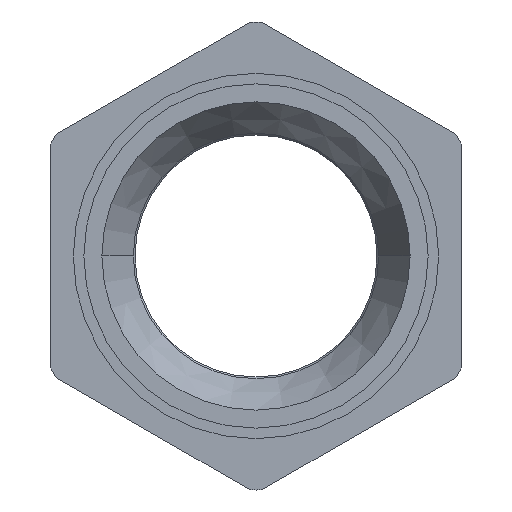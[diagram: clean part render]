
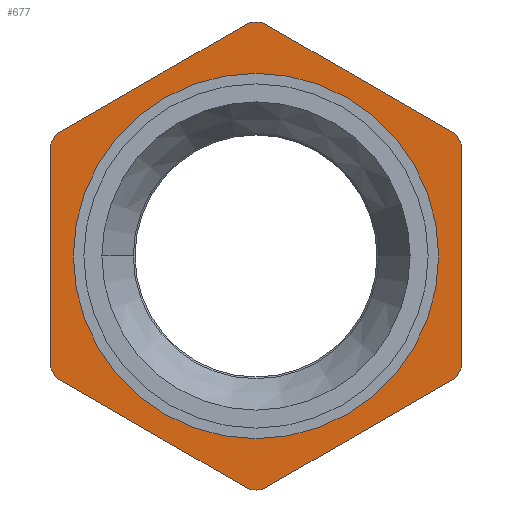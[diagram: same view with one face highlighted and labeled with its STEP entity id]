
A CAD part, front view. The second image highlights one B-rep face of the part: STEP entity #677.
In plain terms, the highlighted planar face has unit normal (0, -1, 0).
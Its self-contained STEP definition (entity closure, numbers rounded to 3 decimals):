
#25 = ORIENTED_EDGE ( 'NONE', *, *, #59, .T. ) ;
#59 = EDGE_CURVE ( 'NONE', #214, #542, #1377, .T. ) ;
#128 = VERTEX_POINT ( 'NONE', #2132 ) ;
#131 = AXIS2_PLACEMENT_3D ( 'NONE', #1690, #1565, #1549 ) ;
#143 = AXIS2_PLACEMENT_3D ( 'NONE', #1918, #2007, #2001 ) ;
#149 = DIRECTION ( 'NONE',  ( 0., 0., 1. ) ) ;
#187 = DIRECTION ( 'NONE',  ( 0., -1., 0. ) ) ;
#192 = LINE ( 'NONE', #378, #1528 ) ;
#199 = DIRECTION ( 'NONE',  ( -0.866, 0., -0.5 ) ) ;
#214 = VERTEX_POINT ( 'NONE', #1423 ) ;
#219 = ORIENTED_EDGE ( 'NONE', *, *, #1139, .T. ) ;
#273 = ORIENTED_EDGE ( 'NONE', *, *, #2235, .F. ) ;
#279 = VECTOR ( 'NONE', #1799, 1000. ) ;
#317 = CARTESIAN_POINT ( 'NONE',  ( 0., -7.25, 0. ) ) ;
#321 = AXIS2_PLACEMENT_3D ( 'NONE', #1561, #2059, #2067 ) ;
#348 = DIRECTION ( 'NONE',  ( 0., -1., 0. ) ) ;
#355 = DIRECTION ( 'NONE',  ( 0., 0., -1. ) ) ;
#367 = CARTESIAN_POINT ( 'NONE',  ( 0., -7.25, -20.5 ) ) ;
#378 = CARTESIAN_POINT ( 'NONE',  ( -18., -7.25, -10.392 ) ) ;
#409 = EDGE_CURVE ( 'NONE', #758, #1841, #192, .T. ) ;
#413 = VECTOR ( 'NONE', #1016, 1000. ) ;
#441 = VERTEX_POINT ( 'NONE', #447 ) ;
#444 = ORIENTED_EDGE ( 'NONE', *, *, #2012, .T. ) ;
#447 = CARTESIAN_POINT ( 'NONE',  ( 0.504, -7.25, 20.494 ) ) ;
#487 = ORIENTED_EDGE ( 'NONE', *, *, #2112, .F. ) ;
#503 = AXIS2_PLACEMENT_3D ( 'NONE', #2057, #506, #149 ) ;
#505 = DIRECTION ( 'NONE',  ( 0., -1., 0. ) ) ;
#506 = DIRECTION ( 'NONE',  ( 0., 1., 0. ) ) ;
#513 = ORIENTED_EDGE ( 'NONE', *, *, #2122, .T. ) ;
#514 = CARTESIAN_POINT ( 'NONE',  ( 0., -7.25, 0. ) ) ;
#520 = ORIENTED_EDGE ( 'NONE', *, *, #537, .T. ) ;
#536 = DIRECTION ( 'NONE',  ( 0., -1., 0. ) ) ;
#537 = EDGE_CURVE ( 'NONE', #1044, #1721, #878, .T. ) ;
#542 = VERTEX_POINT ( 'NONE', #991 ) ;
#582 = EDGE_CURVE ( 'NONE', #1629, #2175, #2157, .T. ) ;
#600 = AXIS2_PLACEMENT_3D ( 'NONE', #1415, #187, #1246 ) ;
#601 = ORIENTED_EDGE ( 'NONE', *, *, #2229, .T. ) ;
#605 = DIRECTION ( 'NONE',  ( 0., 0., -1. ) ) ;
#677 = ADVANCED_FACE ( 'NONE', ( #1613, #1111 ), #1898, .F. ) ;
#687 = DIRECTION ( 'NONE',  ( 0., 0., -1. ) ) ;
#758 = VERTEX_POINT ( 'NONE', #1534 ) ;
#796 = CIRCLE ( 'NONE', #131, 20.5 ) ;
#802 = VERTEX_POINT ( 'NONE', #997 ) ;
#878 = LINE ( 'NONE', #2085, #413 ) ;
#880 = DIRECTION ( 'NONE',  ( 0.866, 0., 0.5 ) ) ;
#901 = VECTOR ( 'NONE', #880, 1000. ) ;
#956 = CARTESIAN_POINT ( 'NONE',  ( -17.496, -7.25, -10.683 ) ) ;
#962 = CARTESIAN_POINT ( 'NONE',  ( -17.496, -7.25, 10.683 ) ) ;
#970 = AXIS2_PLACEMENT_3D ( 'NONE', #1640, #1670, #1684 ) ;
#983 = CIRCLE ( 'NONE', #600, 20.5 ) ;
#991 = CARTESIAN_POINT ( 'NONE',  ( 17.496, -7.25, -10.683 ) ) ;
#997 = CARTESIAN_POINT ( 'NONE',  ( 0., -7.25, 15.08 ) ) ;
#1010 = VECTOR ( 'NONE', #1573, 1000. ) ;
#1013 = CARTESIAN_POINT ( 'NONE',  ( 0., -7.25, 0. ) ) ;
#1016 = DIRECTION ( 'NONE',  ( 0., 0., 1. ) ) ;
#1044 = VERTEX_POINT ( 'NONE', #2133 ) ;
#1057 = DIRECTION ( 'NONE',  ( 0., 0., -1. ) ) ;
#1084 = CARTESIAN_POINT ( 'NONE',  ( 0., -7.25, 0. ) ) ;
#1111 = FACE_OUTER_BOUND ( 'NONE', #1271, .T. ) ;
#1139 = EDGE_CURVE ( 'NONE', #1841, #1226, #983, .T. ) ;
#1155 = VERTEX_POINT ( 'NONE', #367 ) ;
#1166 = CARTESIAN_POINT ( 'NONE',  ( 17.496, -7.25, 10.683 ) ) ;
#1185 = ORIENTED_EDGE ( 'NONE', *, *, #1697, .T. ) ;
#1201 = CIRCLE ( 'NONE', #321, 15.08 ) ;
#1226 = VERTEX_POINT ( 'NONE', #956 ) ;
#1246 = DIRECTION ( 'NONE',  ( 0., 0., -1. ) ) ;
#1271 = EDGE_LOOP ( 'NONE', ( #25, #1782, #520, #2056, #601, #513, #1536, #2137, #1312, #219, #444, #1994, #1185 ) ) ;
#1279 = CARTESIAN_POINT ( 'NONE',  ( -0.504, -7.25, 20.494 ) ) ;
#1288 = EDGE_CURVE ( 'NONE', #2216, #1155, #1689, .T. ) ;
#1312 = ORIENTED_EDGE ( 'NONE', *, *, #409, .T. ) ;
#1359 = DIRECTION ( 'NONE',  ( 0., -1., 0. ) ) ;
#1364 = CIRCLE ( 'NONE', #970, 20.5 ) ;
#1377 = LINE ( 'NONE', #1520, #901 ) ;
#1393 = CARTESIAN_POINT ( 'NONE',  ( 0., -7.25, 20.785 ) ) ;
#1414 = CIRCLE ( 'NONE', #1769, 20.5 ) ;
#1415 = CARTESIAN_POINT ( 'NONE',  ( 0., -7.25, 0. ) ) ;
#1423 = CARTESIAN_POINT ( 'NONE',  ( 0.504, -7.25, -20.494 ) ) ;
#1467 = LINE ( 'NONE', #1393, #1010 ) ;
#1486 = CARTESIAN_POINT ( 'NONE',  ( 0., -7.25, -20.785 ) ) ;
#1520 = CARTESIAN_POINT ( 'NONE',  ( 18., -7.25, -10.392 ) ) ;
#1528 = VECTOR ( 'NONE', #1954, 1000. ) ;
#1534 = CARTESIAN_POINT ( 'NONE',  ( -18., -7.25, 9.811 ) ) ;
#1536 = ORIENTED_EDGE ( 'NONE', *, *, #582, .T. ) ;
#1549 = DIRECTION ( 'NONE',  ( 0., 0., -1. ) ) ;
#1561 = CARTESIAN_POINT ( 'NONE',  ( 0., -7.25, 0. ) ) ;
#1565 = DIRECTION ( 'NONE',  ( 0., -1., 0. ) ) ;
#1573 = DIRECTION ( 'NONE',  ( -0.866, 0., 0.5 ) ) ;
#1579 = AXIS2_PLACEMENT_3D ( 'NONE', #1013, #1359, #1057 ) ;
#1613 = FACE_BOUND ( 'NONE', #2243, .T. ) ;
#1629 = VERTEX_POINT ( 'NONE', #1279 ) ;
#1640 = CARTESIAN_POINT ( 'NONE',  ( 0., -7.25, 0. ) ) ;
#1648 = AXIS2_PLACEMENT_3D ( 'NONE', #514, #505, #605 ) ;
#1670 = DIRECTION ( 'NONE',  ( 0., -1., 0. ) ) ;
#1684 = DIRECTION ( 'NONE',  ( 0., 0., -1. ) ) ;
#1689 = CIRCLE ( 'NONE', #1759, 20.5 ) ;
#1690 = CARTESIAN_POINT ( 'NONE',  ( 0., -7.25, 0. ) ) ;
#1697 = EDGE_CURVE ( 'NONE', #1155, #214, #1364, .T. ) ;
#1706 = CIRCLE ( 'NONE', #143, 20.5 ) ;
#1721 = VERTEX_POINT ( 'NONE', #1801 ) ;
#1722 = VECTOR ( 'NONE', #199, 1000. ) ;
#1759 = AXIS2_PLACEMENT_3D ( 'NONE', #317, #348, #355 ) ;
#1769 = AXIS2_PLACEMENT_3D ( 'NONE', #1084, #536, #687 ) ;
#1782 = ORIENTED_EDGE ( 'NONE', *, *, #1913, .T. ) ;
#1799 = DIRECTION ( 'NONE',  ( 0.866, 0., -0.5 ) ) ;
#1801 = CARTESIAN_POINT ( 'NONE',  ( 18., -7.25, 9.811 ) ) ;
#1803 = EDGE_CURVE ( 'NONE', #1721, #2194, #1706, .T. ) ;
#1832 = CIRCLE ( 'NONE', #1579, 20.5 ) ;
#1841 = VERTEX_POINT ( 'NONE', #2221 ) ;
#1898 = PLANE ( 'NONE',  #503 ) ;
#1913 = EDGE_CURVE ( 'NONE', #542, #1044, #1832, .T. ) ;
#1915 = CIRCLE ( 'NONE', #1648, 15.08 ) ;
#1918 = CARTESIAN_POINT ( 'NONE',  ( 0., -7.25, 0. ) ) ;
#1954 = DIRECTION ( 'NONE',  ( 0., 0., -1. ) ) ;
#1994 = ORIENTED_EDGE ( 'NONE', *, *, #1288, .T. ) ;
#2000 = EDGE_CURVE ( 'NONE', #2175, #758, #796, .T. ) ;
#2001 = DIRECTION ( 'NONE',  ( 0., 0., -1. ) ) ;
#2007 = DIRECTION ( 'NONE',  ( 0., -1., 0. ) ) ;
#2012 = EDGE_CURVE ( 'NONE', #1226, #2216, #2114, .T. ) ;
#2056 = ORIENTED_EDGE ( 'NONE', *, *, #1803, .T. ) ;
#2057 = CARTESIAN_POINT ( 'NONE',  ( -20.5, -7.25, 0. ) ) ;
#2059 = DIRECTION ( 'NONE',  ( 0., -1., 0. ) ) ;
#2067 = DIRECTION ( 'NONE',  ( 0., 0., -1. ) ) ;
#2085 = CARTESIAN_POINT ( 'NONE',  ( 18., -7.25, 10.392 ) ) ;
#2112 = EDGE_CURVE ( 'NONE', #802, #128, #1915, .T. ) ;
#2114 = LINE ( 'NONE', #1486, #279 ) ;
#2122 = EDGE_CURVE ( 'NONE', #441, #1629, #1414, .T. ) ;
#2132 = CARTESIAN_POINT ( 'NONE',  ( 0., -7.25, -15.08 ) ) ;
#2133 = CARTESIAN_POINT ( 'NONE',  ( 18., -7.25, -9.811 ) ) ;
#2137 = ORIENTED_EDGE ( 'NONE', *, *, #2000, .T. ) ;
#2157 = LINE ( 'NONE', #2213, #1722 ) ;
#2168 = CARTESIAN_POINT ( 'NONE',  ( -0.504, -7.25, -20.494 ) ) ;
#2175 = VERTEX_POINT ( 'NONE', #962 ) ;
#2194 = VERTEX_POINT ( 'NONE', #1166 ) ;
#2213 = CARTESIAN_POINT ( 'NONE',  ( -18., -7.25, 10.392 ) ) ;
#2216 = VERTEX_POINT ( 'NONE', #2168 ) ;
#2221 = CARTESIAN_POINT ( 'NONE',  ( -18., -7.25, -9.811 ) ) ;
#2229 = EDGE_CURVE ( 'NONE', #2194, #441, #1467, .T. ) ;
#2235 = EDGE_CURVE ( 'NONE', #128, #802, #1201, .T. ) ;
#2243 = EDGE_LOOP ( 'NONE', ( #273, #487 ) ) ;
